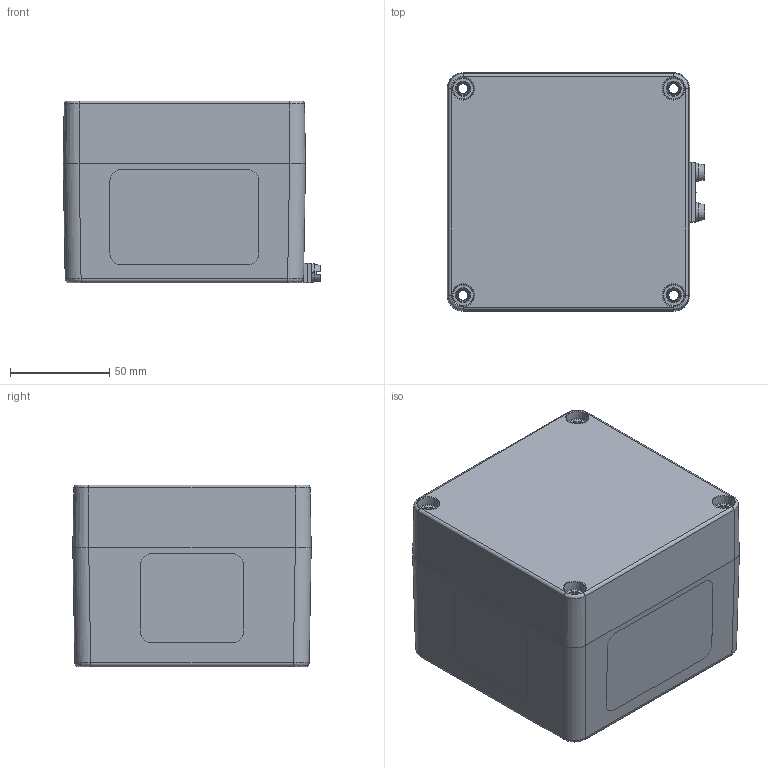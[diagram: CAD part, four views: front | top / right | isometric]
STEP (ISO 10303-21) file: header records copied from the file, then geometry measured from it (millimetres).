
FILE_DESCRIPTION((''),'2;1');
FILE_NAME('MBA Ex- 121290.stp','2015-06-05T13:24:05',('robin.rentz'),(''),'Autodesk Inventor 2012','Autodesk Inventor 2012','');
FILE_SCHEMA(('AUTOMOTIVE_DESIGN { 1 2 10303 214 0 1 1 1 }'));
Length unit declared in the file: millimetre
Products named in the file (8): MBA Ex- 121290; 0100101900 UT 121290 Aussenerde; 0100101901-OT_121290; Aussenerde m5 2; Aussenerde groß; AS 1968 5; ISO 8744 - 2 x 8(3); BS 4183 Zylinderschraube mit Schlitz - Metrisch M5 x 16
Assembly tree (10 placements, depth 3):
  MBA Ex- 121290
    0100101900 UT 121290 Aussenerde
    0100101901-OT_121290
    Aussenerde m5 2
      Aussenerde groß  x2
      AS 1968 5  x2
      ISO 8744 - 2 x 8(3)
      BS 4183 Zylinderschraube mit Schlitz - Metrisch M5 x 16  x2
Bounding box: 129.7 x 120 x 91.6 mm (x, y, z)
Volume: 390757.9 mm3; surface area: 156869.2 mm2
Topology: 9 solids, 9 shells, 664 faces, 1539 edges, 954 vertices
Faces by surface type: plane 220, cylinder 153, torus 114, cone 90, bspline 84, sphere 3
Full cylindrical faces by diameter (mm): 2 x3, 4.134 x2, 4.51 x2, 4.917 x11, 5 x2, 5.4 x4, 5.5 x4, 6 x4, 6.7 x4, 7 x10, 7.2 x1, 8 x1, 12 x1
Entity records: 18919 total; most frequent: CARTESIAN_POINT 4891, DIRECTION 2918, ORIENTED_EDGE 2626, EDGE_CURVE 1313, AXIS2_PLACEMENT_3D 1172, VERTEX_POINT 879, EDGE_LOOP 854, FACE_OUTER_BOUND 635
